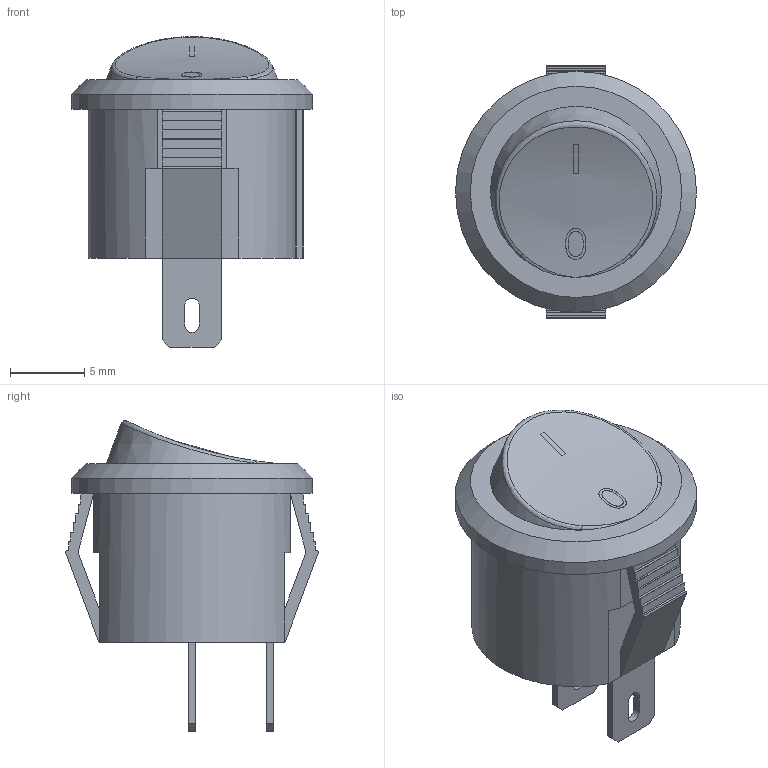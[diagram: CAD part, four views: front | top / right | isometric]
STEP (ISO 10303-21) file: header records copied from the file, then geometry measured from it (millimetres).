
FILE_DESCRIPTION(/* description */ (''),/* implementation_level */ '2;1');
FILE_NAME(/* name */ '16mm-switch.step',/* time_stamp */ '2026-01-11T11:43:27+01:00',/* author */ (''),/* organization */ (''),/* preprocessor_version */ 'ST-DEVELOPER v20.1',/* originating_system */ 'Autodesk Translation Framework v14.17.0.0',/* authorisation */ '');
FILE_SCHEMA (('AUTOMOTIVE_DESIGN { 1 0 10303 214 3 1 1 }'));
Length unit declared in the file: millimetre
Products named in the file (1): 2025-07-27-15-50-56-896
Bounding box: 16.2 x 17 x 20.88 mm (x, y, z)
Volume: 2079.5 mm3; surface area: 1240 mm2
Topology: 3 solids, 3 shells, 129 faces, 352 edges, 230 vertices
Faces by surface type: plane 90, bspline 21, cylinder 16, cone 2
Full cylindrical faces by diameter (mm): 16.2 x1
Entity records: 5964 total; most frequent: CARTESIAN_POINT 2719, ORIENTED_EDGE 700, DIRECTION 560, EDGE_CURVE 350, LINE 270, VECTOR 270, VERTEX_POINT 230, AXIS2_PLACEMENT_3D 145
